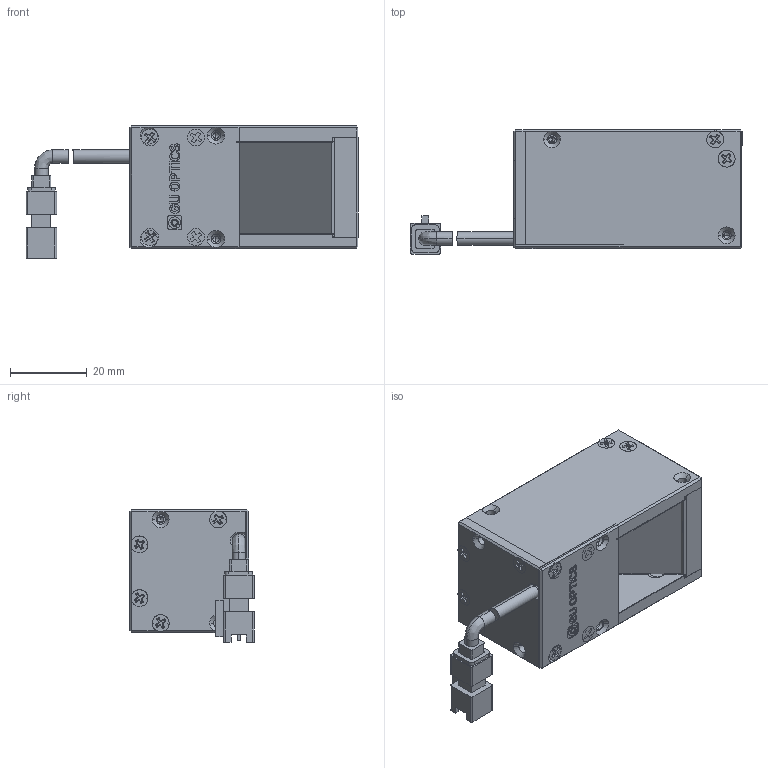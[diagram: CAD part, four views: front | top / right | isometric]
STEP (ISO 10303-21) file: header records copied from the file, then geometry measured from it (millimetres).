
FILE_DESCRIPTION (( 'STEP AP214' ), '1' );
FILE_NAME ('蓝色同轴光源 有效发光面 2524mm.STEP', '2019-01-30T09:06:21', ( 'user' ), ( '微软中国' ), 'SwSTEP 2.0', 'SolidWorks 2016', '' );
FILE_SCHEMA (( 'AUTOMOTIVE_DESIGN' ));
Length unit declared in the file: millimetre
Products named in the file (1): 蓝色同轴光源 有效发光面 2524mm
Bounding box: 86.5 x 32.35 x 34.55 mm (x, y, z)
Volume: 34876.2 mm3; surface area: 35362.4 mm2
Topology: 69 solids, 69 shells, 1777 faces, 4412 edges, 2834 vertices
Faces by surface type: plane 978, cylinder 517, cone 161, bspline 121
Entity records: 71957 total; most frequent: CARTESIAN_POINT 11804, ORIENTED_EDGE 8586, DIRECTION 8234, EDGE_CURVE 4293, VERTEX_POINT 2834, VECTOR 2806, LINE 2806, AXIS2_PLACEMENT_3D 2714
